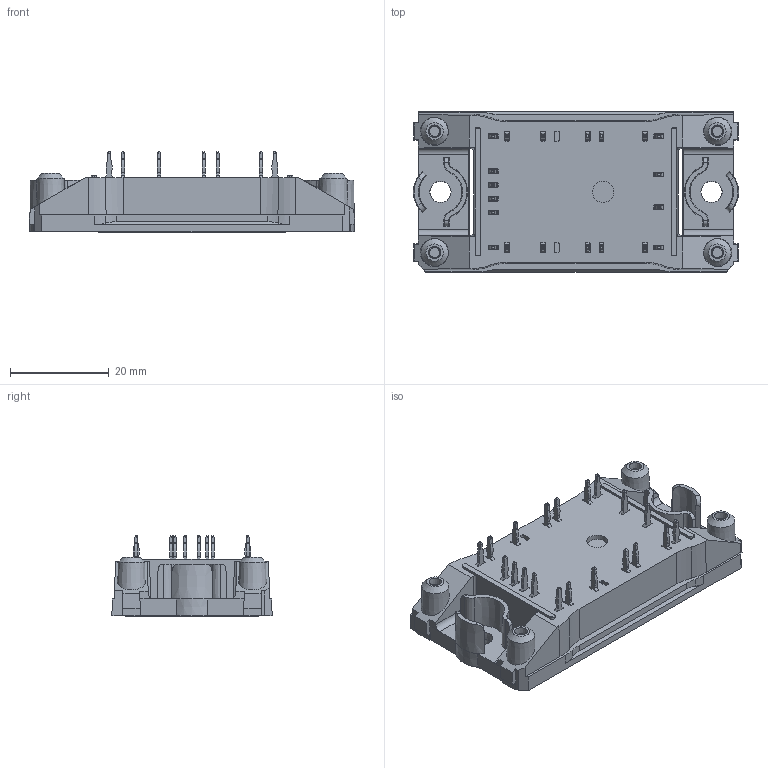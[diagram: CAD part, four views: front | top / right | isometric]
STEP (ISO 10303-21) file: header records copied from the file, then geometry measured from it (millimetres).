
FILE_DESCRIPTION(/* description */ ('Unknown'),/* implementation_level */ '2;1');
FILE_NAME(/* name */ 'Flow0-4T12TA-M261(200)-01-OL',/* time_stamp */ '2022-06-03T14:39:24+02:00',/* author */ ('Unknown'),/* organization */ ('Unknown'),/* preprocessor_version */ 'ST-DEVELOPER v16.7',/* originating_system */ 'Solid Edge',/* authorisation */ 'Unknown');
FILE_SCHEMA (('AUTOMOTIVE_DESIGN {1 0 10303 214 3 1 1}'));
Length unit declared in the file: millimetre
Products named in the file (1): Flow0-4T12TA-M261-OL
Bounding box: 66 x 32.5 x 16.43 mm (x, y, z)
Volume: 17110.1 mm3; surface area: 9195.2 mm2
Topology: 1 solids, 1 shells, 1113 faces, 2961 edges, 1910 vertices
Faces by surface type: plane 648, cylinder 339, cone 126
Full cylindrical faces by diameter (mm): 4.3 x1
Entity records: 42084 total; most frequent: CARTESIAN_POINT 6016, DIRECTION 5972, ORIENTED_EDGE 5860, EDGE_CURVE 2930, LINE 2076, VECTOR 2076, AXIS2_PLACEMENT_3D 1948, VERTEX_POINT 1900
